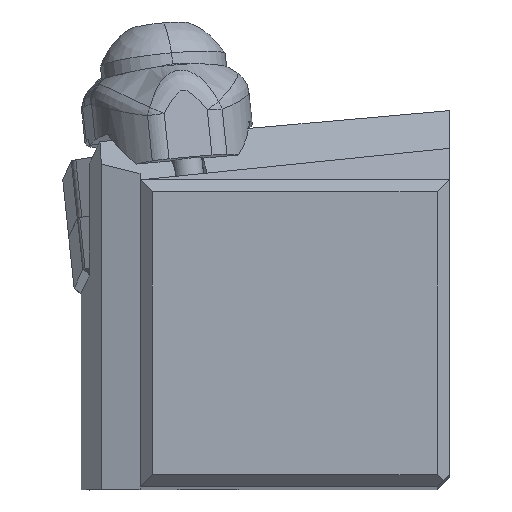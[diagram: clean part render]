
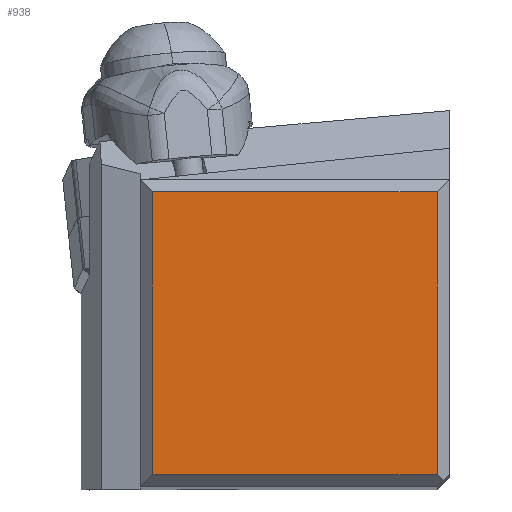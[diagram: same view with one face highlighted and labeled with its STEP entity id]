
A CAD part, top view. The second image highlights one B-rep face of the part: STEP entity #938.
In plain terms, the highlighted planar face has unit normal (0, 0, 1).
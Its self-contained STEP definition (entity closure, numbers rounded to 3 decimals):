
#676=FACE_OUTER_BOUND('',#1313,.T.);
#938=ADVANCED_FACE('',(#676),#1034,.T.);
#1034=PLANE('',#5407);
#1313=EDGE_LOOP('',(#2695,#2696,#2697,#2698));
#2695=ORIENTED_EDGE('',*,*,#3997,.T.);
#2696=ORIENTED_EDGE('',*,*,#3996,.F.);
#2697=ORIENTED_EDGE('',*,*,#3422,.T.);
#2698=ORIENTED_EDGE('',*,*,#3420,.T.);
#2906=VERTEX_POINT('',#7002);
#2907=VERTEX_POINT('',#7004);
#2908=VERTEX_POINT('',#7008);
#3269=VERTEX_POINT('',#12058);
#3420=EDGE_CURVE('',#2907,#2906,#4454,.T.);
#3422=EDGE_CURVE('',#2908,#2907,#4456,.T.);
#3996=EDGE_CURVE('',#2908,#3269,#4623,.T.);
#3997=EDGE_CURVE('',#2906,#3269,#4624,.T.);
#4454=LINE('',#7003,#4712);
#4456=LINE('',#7007,#4714);
#4623=LINE('',#12059,#4881);
#4624=LINE('',#12061,#4882);
#4712=VECTOR('',#5706,1.);
#4714=VECTOR('',#5710,1.);
#4881=VECTOR('',#6619,1.);
#4882=VECTOR('',#6622,1.);
#5407=AXIS2_PLACEMENT_3D('',#12062,#6623,#6624);
#5706=DIRECTION('',(1.,0.,0.));
#5710=DIRECTION('',(0.,-1.,0.));
#6619=DIRECTION('',(1.,0.,0.));
#6622=DIRECTION('',(0.,1.,0.));
#6623=DIRECTION('',(0.,0.,1.));
#6624=DIRECTION('',(-1.,0.,0.));
#7002=CARTESIAN_POINT('',(-1.,1.,0.));
#7003=CARTESIAN_POINT('',(-24.4,1.,0.));
#7004=CARTESIAN_POINT('',(-24.4,1.,0.));
#7007=CARTESIAN_POINT('',(-24.4,24.235,0.));
#7008=CARTESIAN_POINT('',(-24.4,24.235,0.));
#12058=CARTESIAN_POINT('',(-1.,24.235,0.));
#12059=CARTESIAN_POINT('',(-24.4,24.235,0.));
#12061=CARTESIAN_POINT('',(-1.,1.,0.));
#12062=CARTESIAN_POINT('',(-12.7,12.618,0.));
